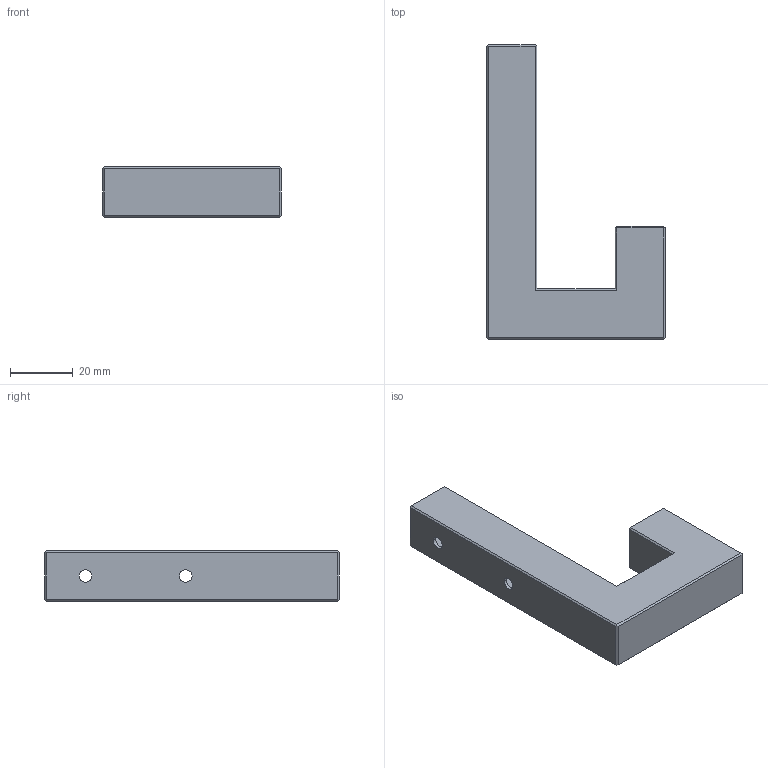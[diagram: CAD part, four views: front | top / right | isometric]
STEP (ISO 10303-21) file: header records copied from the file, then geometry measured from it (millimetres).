
FILE_DESCRIPTION(('Creo Elements/Direct Modeling STEP Export'),'2;1');
FILE_NAME('2316.stp','2022-05-04T 9:59:49',(''),(''),'Creo Elements/Direct Modeling STEP processor for AP214 (Solid Model)','Creo Elements/Direct Modeling 20.0 12-Nov-2016 (C) Parametric Technology GmbH','');
FILE_SCHEMA(('AUTOMOTIVE_DESIGN { 1 0 10303 214 1 1 1 1 }'));
Length unit declared in the file: millimetre
Products named in the file (2): NI-9118
Assembly tree (1 placements, depth 2):
  NI-9118
    NI-9118
Bounding box: 57 x 94 x 16 mm (x, y, z)
Volume: 9536.4 mm3; surface area: 19195.7 mm2
Topology: 1 solids, 1 shells, 58 faces, 150 edges, 96 vertices
Faces by surface type: plane 42, cylinder 8, cone 8
Entity records: 1739 total; most frequent: ORIENTED_EDGE 300, CARTESIAN_POINT 294, DIRECTION 270, EDGE_CURVE 150, VECTOR 126, LINE 126, VERTEX_POINT 96, AXIS2_PLACEMENT_3D 72
